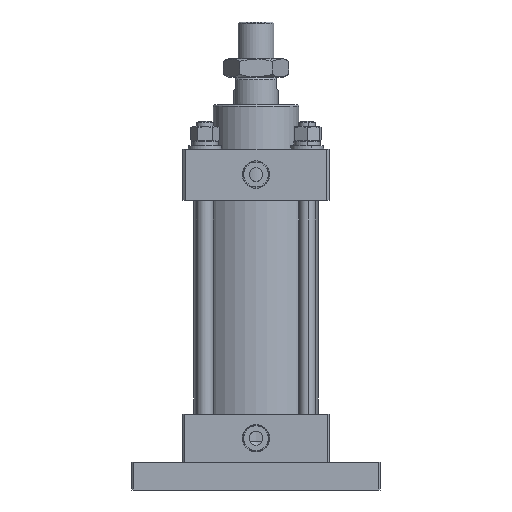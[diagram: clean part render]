
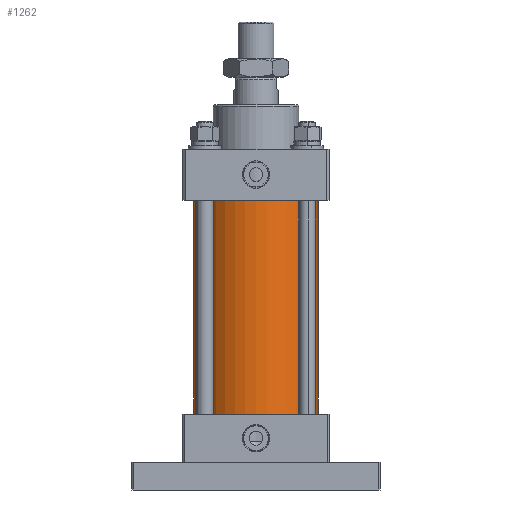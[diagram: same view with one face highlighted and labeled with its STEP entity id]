
A CAD part, front view. The second image highlights one B-rep face of the part: STEP entity #1262.
In plain terms, the highlighted cylindrical face has radius 45 mm (diameter 90 mm), a partial arc.
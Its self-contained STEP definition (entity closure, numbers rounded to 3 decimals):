
#1262 = ADVANCED_FACE ( 'NONE', ( #4645 ), #4685, .T. ) ;
#2128 = EDGE_CURVE ( 'NONE', #7851, #7853, #3295, .T. ) ;
#2130 = EDGE_CURVE ( 'NONE', #7849, #7854, #3276, .T. ) ;
#2132 = EDGE_CURVE ( 'NONE', #7849, #7851, #3268, .T. ) ;
#2134 = EDGE_CURVE ( 'NONE', #7854, #7853, #3264, .T. ) ;
#2377 = EDGE_LOOP ( 'NONE', ( #7733, #7734, #7735, #7736 ) ) ;
#3264 = CIRCLE ( 'NONE', #5883, 45. ) ;
#3268 = CIRCLE ( 'NONE', #5881, 45. ) ;
#3270 = VECTOR ( 'NONE', #5045, 1000. ) ;
#3276 = LINE ( 'NONE', #5050, #3270 ) ;
#3278 = VECTOR ( 'NONE', #5041, 1000. ) ;
#3295 = LINE ( 'NONE', #5046, #3278 ) ;
#3959 = CARTESIAN_POINT ( 'NONE',  ( -45., 0., 155. ) ) ;
#3961 = CARTESIAN_POINT ( 'NONE',  ( 45., 0., 155. ) ) ;
#3963 = CARTESIAN_POINT ( 'NONE',  ( 45., 0., 0. ) ) ;
#4645 = FACE_OUTER_BOUND ( 'NONE', #2377, .T. ) ;
#4685 = CYLINDRICAL_SURFACE ( 'NONE', #6009, 45. ) ;
#5041 = DIRECTION ( 'NONE',  ( 0., 0., -1. ) ) ;
#5045 = DIRECTION ( 'NONE',  ( 0., 0., -1. ) ) ;
#5046 = CARTESIAN_POINT ( 'NONE',  ( 45., 0., 155. ) ) ;
#5050 = CARTESIAN_POINT ( 'NONE',  ( -45., 0., 155. ) ) ;
#5057 = CARTESIAN_POINT ( 'NONE',  ( 0., 0., 155. ) ) ;
#5058 = DIRECTION ( 'NONE',  ( 0., 0., 1. ) ) ;
#5059 = DIRECTION ( 'NONE',  ( 1., 0., 0. ) ) ;
#5065 = CARTESIAN_POINT ( 'NONE',  ( 0., 0., 0. ) ) ;
#5066 = DIRECTION ( 'NONE',  ( 0., 0., 1. ) ) ;
#5067 = DIRECTION ( 'NONE',  ( 1., 0., 0. ) ) ;
#5317 = CARTESIAN_POINT ( 'NONE',  ( -45., 0., 0. ) ) ;
#5881 = AXIS2_PLACEMENT_3D ( 'NONE', #5057, #5058, #5059 ) ;
#5883 = AXIS2_PLACEMENT_3D ( 'NONE', #5065, #5066, #5067 ) ;
#6009 = AXIS2_PLACEMENT_3D ( 'NONE', #7022, #7035, #7039 ) ;
#7022 = CARTESIAN_POINT ( 'NONE',  ( 0., 0., 155. ) ) ;
#7035 = DIRECTION ( 'NONE',  ( 0., 0., -1. ) ) ;
#7039 = DIRECTION ( 'NONE',  ( -1., 0., 0. ) ) ;
#7733 = ORIENTED_EDGE ( 'NONE', *, *, #2128, .F. ) ;
#7734 = ORIENTED_EDGE ( 'NONE', *, *, #2132, .F. ) ;
#7735 = ORIENTED_EDGE ( 'NONE', *, *, #2130, .T. ) ;
#7736 = ORIENTED_EDGE ( 'NONE', *, *, #2134, .T. ) ;
#7849 = VERTEX_POINT ( 'NONE', #3959 ) ;
#7851 = VERTEX_POINT ( 'NONE', #3961 ) ;
#7853 = VERTEX_POINT ( 'NONE', #3963 ) ;
#7854 = VERTEX_POINT ( 'NONE', #5317 ) ;
